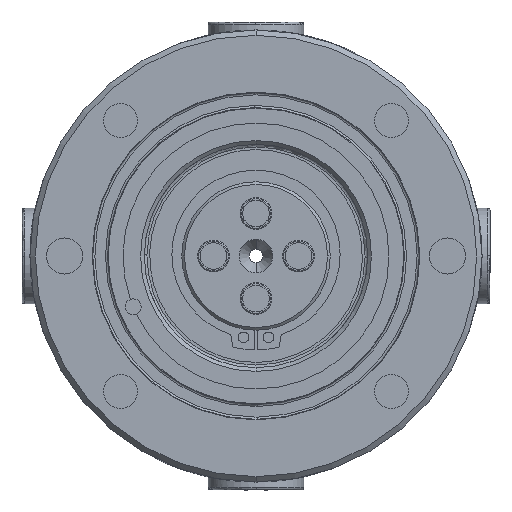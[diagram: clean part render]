
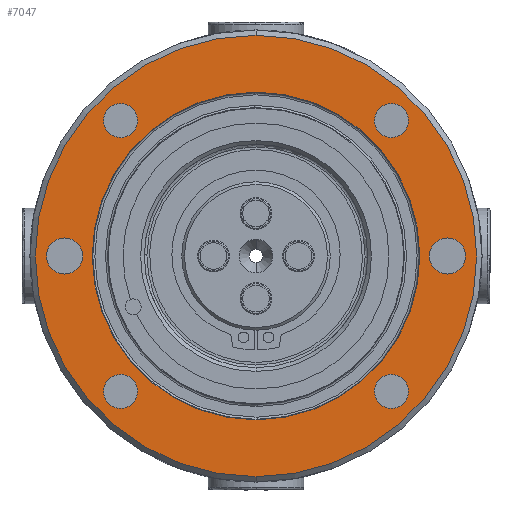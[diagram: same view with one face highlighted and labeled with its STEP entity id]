
A CAD part, left-side view. The second image highlights one B-rep face of the part: STEP entity #7047.
In plain terms, the highlighted planar face has unit normal (-1, 0, 0).
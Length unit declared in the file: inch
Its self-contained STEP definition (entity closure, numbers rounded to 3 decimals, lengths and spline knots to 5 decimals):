
#1919=CARTESIAN_POINT('',(-1.98819,0.,0.));
#1920=DIRECTION('',(-1.,0.,0.));
#1921=DIRECTION('',(0.,0.,-1.));
#1922=AXIS2_PLACEMENT_3D('',#1919,#1920,#1921);
#1927=CARTESIAN_POINT('',(-1.98819,0.,0.));
#1928=DIRECTION('',(-1.,0.,0.));
#1929=DIRECTION('',(0.,0.,1.));
#1930=AXIS2_PLACEMENT_3D('',#1927,#1928,#1929);
#1935=CARTESIAN_POINT('',(-1.98819,1.41732,0.));
#1936=DIRECTION('',(1.,0.,0.));
#1937=DIRECTION('',(0.,0.,1.));
#1938=AXIS2_PLACEMENT_3D('',#1935,#1936,#1937);
#1943=CARTESIAN_POINT('',(-1.98819,1.41732,0.));
#1944=DIRECTION('',(1.,0.,0.));
#1945=DIRECTION('',(0.,0.,-1.));
#1946=AXIS2_PLACEMENT_3D('',#1943,#1944,#1945);
#1951=CARTESIAN_POINT('',(-1.98819,-1.41732,0.));
#1952=DIRECTION('',(1.,0.,0.));
#1953=DIRECTION('',(0.,0.,-1.));
#1954=AXIS2_PLACEMENT_3D('',#1951,#1952,#1953);
#1959=CARTESIAN_POINT('',(-1.98819,-1.41732,0.));
#1960=DIRECTION('',(1.,0.,0.));
#1961=DIRECTION('',(0.,0.,1.));
#1962=AXIS2_PLACEMENT_3D('',#1959,#1960,#1961);
#1967=CARTESIAN_POINT('',(-1.98819,0.,0.));
#1968=DIRECTION('',(1.,0.,0.));
#1969=DIRECTION('',(0.,0.,1.));
#1970=AXIS2_PLACEMENT_3D('',#1967,#1968,#1969);
#1975=CARTESIAN_POINT('',(-1.98819,0.,0.));
#1976=DIRECTION('',(1.,0.,0.));
#1977=DIRECTION('',(0.,0.,-1.));
#1978=AXIS2_PLACEMENT_3D('',#1975,#1976,#1977);
#1983=CARTESIAN_POINT('',(-1.98819,-1.0022,
1.0022));
#1984=DIRECTION('',(1.,0.,0.));
#1985=DIRECTION('',(0.,0.,-1.));
#1986=AXIS2_PLACEMENT_3D('',#1983,#1984,#1985);
#1991=CARTESIAN_POINT('',(-1.98819,-1.0022,
1.0022));
#1992=DIRECTION('',(1.,0.,0.));
#1993=DIRECTION('',(0.,0.,1.));
#1994=AXIS2_PLACEMENT_3D('',#1991,#1992,#1993);
#1999=CARTESIAN_POINT('',(-1.98819,1.0022,1.0022));
#2000=DIRECTION('',(1.,0.,0.));
#2001=DIRECTION('',(0.,0.,-1.));
#2002=AXIS2_PLACEMENT_3D('',#1999,#2000,#2001);
#2007=CARTESIAN_POINT('',(-1.98819,1.0022,1.0022));
#2008=DIRECTION('',(1.,0.,0.));
#2009=DIRECTION('',(0.,0.,1.));
#2010=AXIS2_PLACEMENT_3D('',#2007,#2008,#2009);
#2015=CARTESIAN_POINT('',(-1.98819,1.0022,
-1.0022));
#2016=DIRECTION('',(1.,0.,0.));
#2017=DIRECTION('',(0.,0.,-1.));
#2018=AXIS2_PLACEMENT_3D('',#2015,#2016,#2017);
#2023=CARTESIAN_POINT('',(-1.98819,1.0022,
-1.0022));
#2024=DIRECTION('',(1.,0.,0.));
#2025=DIRECTION('',(0.,0.,1.));
#2026=AXIS2_PLACEMENT_3D('',#2023,#2024,#2025);
#2031=CARTESIAN_POINT('',(-1.98819,-1.0022,
-1.0022));
#2032=DIRECTION('',(1.,0.,0.));
#2033=DIRECTION('',(0.,0.,-1.));
#2034=AXIS2_PLACEMENT_3D('',#2031,#2032,#2033);
#2039=CARTESIAN_POINT('',(-1.98819,-1.0022,
-1.0022));
#2040=DIRECTION('',(1.,0.,0.));
#2041=DIRECTION('',(0.,0.,1.));
#2042=AXIS2_PLACEMENT_3D('',#2039,#2040,#2041);
#5478=CARTESIAN_POINT('',(-1.98819,0.,0.));
#5479=DIRECTION('',(-1.,0.,0.));
#5480=DIRECTION('',(0.,0.,1.));
#5481=AXIS2_PLACEMENT_3D('',#5478,#5479,#5480);
#5534=CARTESIAN_POINT('',(-1.98819,0.,0.));
#5535=DIRECTION('',(-1.,0.,0.));
#5536=DIRECTION('',(0.,0.,-1.));
#5537=AXIS2_PLACEMENT_3D('',#5534,#5535,#5536);
#6390=CARTESIAN_POINT('',(-1.98819,-1.0022,
0.87621));
#6391=VERTEX_POINT('',#6390);
#6392=CARTESIAN_POINT('',(-1.98819,-1.0022,
1.12818));
#6393=VERTEX_POINT('',#6392);
#6436=CARTESIAN_POINT('',(-1.98819,1.41732,
0.13386));
#6437=VERTEX_POINT('',#6436);
#6438=CARTESIAN_POINT('',(-1.98819,1.41732,
-0.13386));
#6439=VERTEX_POINT('',#6438);
#6442=CARTESIAN_POINT('',(-1.98819,1.0022,
0.87621));
#6443=VERTEX_POINT('',#6442);
#6444=CARTESIAN_POINT('',(-1.98819,1.0022,1.12818));
#6445=VERTEX_POINT('',#6444);
#6446=CARTESIAN_POINT('',(-1.98819,-1.0022,
-0.87621));
#6447=VERTEX_POINT('',#6446);
#6448=CARTESIAN_POINT('',(-1.98819,1.0022,
-1.12818));
#6449=VERTEX_POINT('',#6448);
#6450=CARTESIAN_POINT('',(-1.98819,1.0022,
-0.87621));
#6451=VERTEX_POINT('',#6450);
#6452=CARTESIAN_POINT('',(-1.98819,0.,-1.63386));
#6453=CARTESIAN_POINT('',(-1.98819,0.,1.63386));
#6454=VERTEX_POINT('',#6452);
#6455=VERTEX_POINT('',#6453);
#6458=CARTESIAN_POINT('',(-1.98819,-1.0022,
-1.12818));
#6459=VERTEX_POINT('',#6458);
#6492=CARTESIAN_POINT('',(-1.98819,0.00864,
1.21257));
#6494=VERTEX_POINT('',#6492);
#6503=CARTESIAN_POINT('',(-1.98819,0.,1.2126));
#6504=VERTEX_POINT('',#6503);
#6518=CARTESIAN_POINT('',(-1.98819,-0.00864,
-1.21257));
#6519=VERTEX_POINT('',#6518);
#6930=CARTESIAN_POINT('',(-1.98819,-1.41732,
0.13386));
#6931=CARTESIAN_POINT('',(-1.98819,-1.41732,
-0.13386));
#6932=VERTEX_POINT('',#6930);
#6933=VERTEX_POINT('',#6931);
#6936=CARTESIAN_POINT('',(-1.98819,0.,
-1.2126));
#6937=VERTEX_POINT('',#6936);
#6992=CARTESIAN_POINT('',(-1.98819,0.,0.));
#6993=DIRECTION('',(-1.,0.,0.));
#6994=DIRECTION('',(0.,0.,-1.));
#6995=AXIS2_PLACEMENT_3D('',#6992,#6993,#6994);
#6996=PLANE('',#6995);
#6998=ORIENTED_EDGE('',*,*,#6997,.F.);
#7000=ORIENTED_EDGE('',*,*,#6999,.F.);
#7001=EDGE_LOOP('',(#6998,#7000));
#7002=FACE_OUTER_BOUND('',#7001,.F.);
#7004=ORIENTED_EDGE('',*,*,#7003,.F.);
#7006=ORIENTED_EDGE('',*,*,#7005,.F.);
#7007=EDGE_LOOP('',(#7004,#7006));
#7008=FACE_BOUND('',#7007,.F.);
#7010=ORIENTED_EDGE('',*,*,#7009,.F.);
#7012=ORIENTED_EDGE('',*,*,#7011,.F.);
#7013=EDGE_LOOP('',(#7010,#7012));
#7014=FACE_BOUND('',#7013,.F.);
#7016=ORIENTED_EDGE('',*,*,#7015,.F.);
#7018=ORIENTED_EDGE('',*,*,#7017,.T.);
#7020=ORIENTED_EDGE('',*,*,#7019,.F.);
#7022=ORIENTED_EDGE('',*,*,#7021,.T.);
#7023=EDGE_LOOP('',(#7016,#7018,#7020,#7022));
#7024=FACE_BOUND('',#7023,.F.);
#7026=ORIENTED_EDGE('',*,*,#7025,.F.);
#7028=ORIENTED_EDGE('',*,*,#7027,.F.);
#7029=EDGE_LOOP('',(#7026,#7028));
#7030=FACE_BOUND('',#7029,.F.);
#7031=ORIENTED_EDGE('',*,*,#6957,.F.);
#7032=ORIENTED_EDGE('',*,*,#6977,.F.);
#7033=EDGE_LOOP('',(#7031,#7032));
#7034=FACE_BOUND('',#7033,.F.);
#7036=ORIENTED_EDGE('',*,*,#7035,.F.);
#7038=ORIENTED_EDGE('',*,*,#7037,.F.);
#7039=EDGE_LOOP('',(#7036,#7038));
#7040=FACE_BOUND('',#7039,.F.);
#7042=ORIENTED_EDGE('',*,*,#7041,.F.);
#7044=ORIENTED_EDGE('',*,*,#7043,.F.);
#7045=EDGE_LOOP('',(#7042,#7044));
#7046=FACE_BOUND('',#7045,.F.);
#1923=CIRCLE('',#1922,1.63386);
#1931=CIRCLE('',#1930,1.63386);
#1939=CIRCLE('',#1938,0.13386);
#1947=CIRCLE('',#1946,0.13386);
#1955=CIRCLE('',#1954,0.13386);
#1963=CIRCLE('',#1962,0.13386);
#1971=CIRCLE('',#1970,1.2126);
#1979=CIRCLE('',#1978,1.2126);
#1987=CIRCLE('',#1986,0.12598);
#1995=CIRCLE('',#1994,0.12598);
#2003=CIRCLE('',#2002,0.12598);
#2011=CIRCLE('',#2010,0.12598);
#2019=CIRCLE('',#2018,0.12598);
#2027=CIRCLE('',#2026,0.12598);
#2035=CIRCLE('',#2034,0.12598);
#2043=CIRCLE('',#2042,0.12598);
#5482=CIRCLE('',#5481,1.2126);
#5538=CIRCLE('',#5537,1.2126);
#6957=EDGE_CURVE('',#6443,#6445,#2003,.T.);
#6977=EDGE_CURVE('',#6445,#6443,#2011,.T.);
#6997=EDGE_CURVE('',#6454,#6455,#1923,.T.);
#6999=EDGE_CURVE('',#6455,#6454,#1931,.T.);
#7003=EDGE_CURVE('',#6437,#6439,#1939,.T.);
#7005=EDGE_CURVE('',#6439,#6437,#1947,.T.);
#7009=EDGE_CURVE('',#6933,#6932,#1955,.T.);
#7011=EDGE_CURVE('',#6932,#6933,#1963,.T.);
#7015=EDGE_CURVE('',#6504,#6519,#1971,.T.);
#7017=EDGE_CURVE('',#6504,#6494,#5482,.T.);
#7019=EDGE_CURVE('',#6937,#6494,#1979,.T.);
#7021=EDGE_CURVE('',#6937,#6519,#5538,.T.);
#7025=EDGE_CURVE('',#6391,#6393,#1987,.T.);
#7027=EDGE_CURVE('',#6393,#6391,#1995,.T.);
#7035=EDGE_CURVE('',#6449,#6451,#2019,.T.);
#7037=EDGE_CURVE('',#6451,#6449,#2027,.T.);
#7041=EDGE_CURVE('',#6459,#6447,#2035,.T.);
#7043=EDGE_CURVE('',#6447,#6459,#2043,.T.);
#7047=ADVANCED_FACE('',(#7002,#7008,#7014,#7024,#7030,#7034,#7040,#7046),#6996,
.T.);
